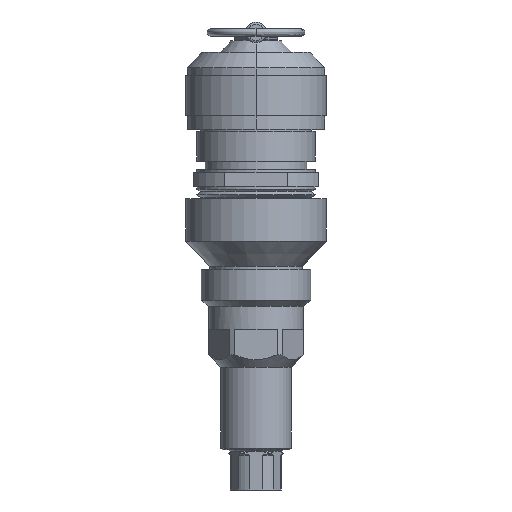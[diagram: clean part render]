
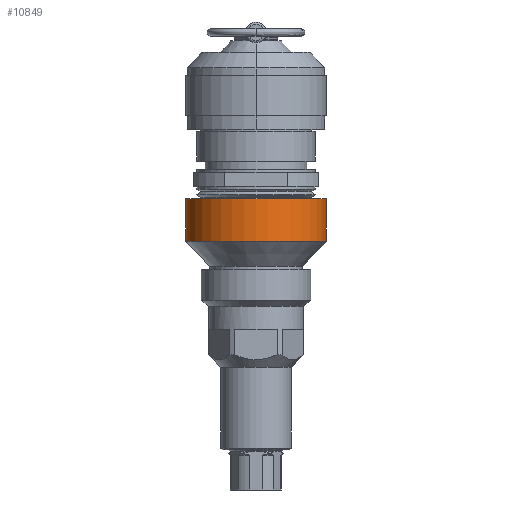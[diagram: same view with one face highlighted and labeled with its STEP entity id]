
A CAD part, front view. The second image highlights one B-rep face of the part: STEP entity #10849.
In plain terms, the highlighted cylindrical face has radius 15.875 mm (diameter 31.75 mm), a partial arc.
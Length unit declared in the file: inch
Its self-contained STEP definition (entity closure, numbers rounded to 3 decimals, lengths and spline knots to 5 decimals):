
#158 = EDGE_LOOP ( 'NONE', ( #16608, #5137, #7485, #16574 ) ) ;
#357 = VERTEX_POINT ( 'NONE', #392 ) ;
#392 = CARTESIAN_POINT ( 'NONE',  ( -0.625, 0., -0.375 ) ) ;
#1378 = AXIS2_PLACEMENT_3D ( 'NONE', #5874, #13008, #7348 ) ;
#1604 = VECTOR ( 'NONE', #8301, 39.37008 ) ;
#1731 = DIRECTION ( 'NONE',  ( 0., 0., 1. ) ) ;
#1913 = CARTESIAN_POINT ( 'NONE',  ( -0.625, 0., 0. ) ) ;
#2114 = CARTESIAN_POINT ( 'NONE',  ( -0.625, 0., 0. ) ) ;
#4096 = CARTESIAN_POINT ( 'NONE',  ( 0., 0., 0. ) ) ;
#4627 = DIRECTION ( 'NONE',  ( 1., 0., 0. ) ) ;
#4805 = DIRECTION ( 'NONE',  ( 0., 0., 1. ) ) ;
#5137 = ORIENTED_EDGE ( 'NONE', *, *, #7160, .T. ) ;
#5874 = CARTESIAN_POINT ( 'NONE',  ( 0., 0., -0.375 ) ) ;
#7160 = EDGE_CURVE ( 'NONE', #357, #9528, #14593, .T. ) ;
#7348 = DIRECTION ( 'NONE',  ( 1., 0., 0. ) ) ;
#7485 = ORIENTED_EDGE ( 'NONE', *, *, #11037, .T. ) ;
#8301 = DIRECTION ( 'NONE',  ( 0., 0., 1. ) ) ;
#9287 = CARTESIAN_POINT ( 'NONE',  ( 0.625, 0., 0. ) ) ;
#9528 = VERTEX_POINT ( 'NONE', #17543 ) ;
#10236 = EDGE_CURVE ( 'NONE', #357, #18757, #15365, .T. ) ;
#10849 = ADVANCED_FACE ( 'NONE', ( #17842 ), #14175, .T. ) ;
#11037 = EDGE_CURVE ( 'NONE', #9528, #14923, #14845, .T. ) ;
#12478 = AXIS2_PLACEMENT_3D ( 'NONE', #4096, #17238, #4627 ) ;
#13008 = DIRECTION ( 'NONE',  ( 0., 0., 1. ) ) ;
#13395 = AXIS2_PLACEMENT_3D ( 'NONE', #16530, #4805, #14979 ) ;
#14142 = EDGE_CURVE ( 'NONE', #18757, #14923, #15277, .T. ) ;
#14175 = CYLINDRICAL_SURFACE ( 'NONE', #13395, 0.625 ) ;
#14593 = CIRCLE ( 'NONE', #1378, 0.625 ) ;
#14845 = LINE ( 'NONE', #16932, #1604 ) ;
#14923 = VERTEX_POINT ( 'NONE', #9287 ) ;
#14979 = DIRECTION ( 'NONE',  ( 1., 0., 0. ) ) ;
#15277 = CIRCLE ( 'NONE', #12478, 0.625 ) ;
#15365 = LINE ( 'NONE', #1913, #17650 ) ;
#16530 = CARTESIAN_POINT ( 'NONE',  ( 0., 0., 0. ) ) ;
#16574 = ORIENTED_EDGE ( 'NONE', *, *, #14142, .F. ) ;
#16608 = ORIENTED_EDGE ( 'NONE', *, *, #10236, .F. ) ;
#16932 = CARTESIAN_POINT ( 'NONE',  ( 0.625, 0., 0. ) ) ;
#17238 = DIRECTION ( 'NONE',  ( 0., 0., 1. ) ) ;
#17543 = CARTESIAN_POINT ( 'NONE',  ( 0.625, 0., -0.375 ) ) ;
#17650 = VECTOR ( 'NONE', #1731, 39.37008 ) ;
#17842 = FACE_OUTER_BOUND ( 'NONE', #158, .T. ) ;
#18757 = VERTEX_POINT ( 'NONE', #2114 ) ;
